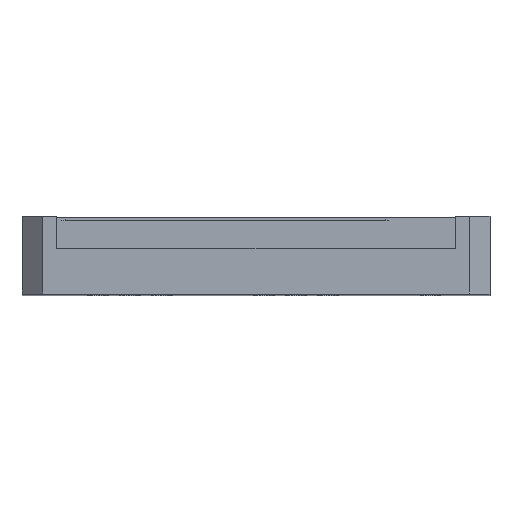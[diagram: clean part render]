
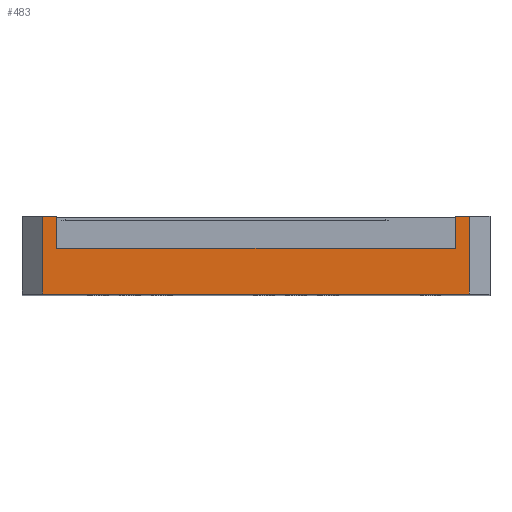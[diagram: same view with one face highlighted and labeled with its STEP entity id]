
A CAD part, top view. The second image highlights one B-rep face of the part: STEP entity #483.
In plain terms, the highlighted planar face has unit normal (0, 0, 1).
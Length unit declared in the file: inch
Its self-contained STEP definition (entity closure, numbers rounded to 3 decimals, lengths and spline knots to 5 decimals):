
#42 = EDGE_CURVE ( 'NONE', #4741, #602, #2929, .T. ) ;
#63 = CARTESIAN_POINT ( 'NONE',  ( 2.0853, 0.938, 22.1949 ) ) ;
#85 = VECTOR ( 'NONE', #1245, 39.37008 ) ;
#193 = CARTESIAN_POINT ( 'NONE',  ( 2.5053, 0.55, 22.1949 ) ) ;
#266 = ORIENTED_EDGE ( 'NONE', *, *, #5515, .F. ) ;
#439 = ORIENTED_EDGE ( 'NONE', *, *, #1833, .T. ) ;
#450 = ORIENTED_EDGE ( 'NONE', *, *, #3265, .T. ) ;
#465 = DIRECTION ( 'NONE',  ( 1., 0., 0. ) ) ;
#483 = ADVANCED_FACE ( 'NONE', ( #1910 ), #4215, .F. ) ;
#601 = AXIS2_PLACEMENT_3D ( 'NONE', #1477, #916, #4644 ) ;
#602 = VERTEX_POINT ( 'NONE', #3398 ) ;
#697 = CARTESIAN_POINT ( 'NONE',  ( 2.5053, -4.26204, 22.1949 ) ) ;
#723 = DIRECTION ( 'NONE',  ( 0., 1., 0. ) ) ;
#754 = LINE ( 'NONE', #2087, #4096 ) ;
#759 = VERTEX_POINT ( 'NONE', #2047 ) ;
#792 = VECTOR ( 'NONE', #2678, 39.37008 ) ;
#916 = DIRECTION ( 'NONE',  ( 0., 0., -1. ) ) ;
#937 = CARTESIAN_POINT ( 'NONE',  ( 7.4653, 0., 22.1949 ) ) ;
#944 = ORIENTED_EDGE ( 'NONE', *, *, #4446, .T. ) ;
#1140 = VECTOR ( 'NONE', #465, 39.37008 ) ;
#1204 = VECTOR ( 'NONE', #2378, 39.37008 ) ;
#1245 = DIRECTION ( 'NONE',  ( 0., 1., 0. ) ) ;
#1462 = CARTESIAN_POINT ( 'NONE',  ( 2.3353, 0., 22.1949 ) ) ;
#1477 = CARTESIAN_POINT ( 'NONE',  ( 2.0853, 0.938, 22.1949 ) ) ;
#1638 = ORIENTED_EDGE ( 'NONE', *, *, #42, .F. ) ;
#1833 = EDGE_CURVE ( 'NONE', #2850, #2671, #4838, .T. ) ;
#1863 = ORIENTED_EDGE ( 'NONE', *, *, #5159, .F. ) ;
#1910 = FACE_OUTER_BOUND ( 'NONE', #2278, .T. ) ;
#1959 = EDGE_CURVE ( 'NONE', #5928, #759, #5897, .T. ) ;
#2047 = CARTESIAN_POINT ( 'NONE',  ( 2.5053, 0.938, 22.1949 ) ) ;
#2087 = CARTESIAN_POINT ( 'NONE',  ( 7.4653, 0.938, 22.1949 ) ) ;
#2153 = CARTESIAN_POINT ( 'NONE',  ( 7.2953, -4.26204, 22.1949 ) ) ;
#2189 = VECTOR ( 'NONE', #5328, 39.37008 ) ;
#2278 = EDGE_LOOP ( 'NONE', ( #439, #944, #1638, #266, #5335, #2995, #1863, #450 ) ) ;
#2319 = CARTESIAN_POINT ( 'NONE',  ( 2.0853, 0.938, 22.1949 ) ) ;
#2378 = DIRECTION ( 'NONE',  ( 1., 0., 0. ) ) ;
#2546 = LINE ( 'NONE', #193, #792 ) ;
#2671 = VERTEX_POINT ( 'NONE', #937 ) ;
#2678 = DIRECTION ( 'NONE',  ( 1., 0., 0. ) ) ;
#2850 = VERTEX_POINT ( 'NONE', #1462 ) ;
#2907 = EDGE_CURVE ( 'NONE', #5928, #6005, #2546, .T. ) ;
#2929 = LINE ( 'NONE', #2319, #1140 ) ;
#2995 = ORIENTED_EDGE ( 'NONE', *, *, #1959, .T. ) ;
#3265 = EDGE_CURVE ( 'NONE', #5331, #2850, #3828, .T. ) ;
#3398 = CARTESIAN_POINT ( 'NONE',  ( 7.4653, 0.938, 22.1949 ) ) ;
#3414 = CARTESIAN_POINT ( 'NONE',  ( 2.0853, 0., 22.1949 ) ) ;
#3828 = LINE ( 'NONE', #5795, #2189 ) ;
#3971 = CARTESIAN_POINT ( 'NONE',  ( 2.3353, 0.938, 22.1949 ) ) ;
#4031 = LINE ( 'NONE', #2153, #5294 ) ;
#4096 = VECTOR ( 'NONE', #723, 39.37008 ) ;
#4215 = PLANE ( 'NONE',  #601 ) ;
#4446 = EDGE_CURVE ( 'NONE', #2671, #602, #754, .T. ) ;
#4519 = CARTESIAN_POINT ( 'NONE',  ( 2.5053, 0.55, 22.1949 ) ) ;
#4540 = VECTOR ( 'NONE', #5866, 39.37008 ) ;
#4644 = DIRECTION ( 'NONE',  ( -1., 0., 0. ) ) ;
#4724 = CARTESIAN_POINT ( 'NONE',  ( 7.2953, 0.938, 22.1949 ) ) ;
#4731 = CARTESIAN_POINT ( 'NONE',  ( 7.2953, 0.55, 22.1949 ) ) ;
#4741 = VERTEX_POINT ( 'NONE', #4724 ) ;
#4748 = LINE ( 'NONE', #63, #1204 ) ;
#4838 = LINE ( 'NONE', #3414, #4540 ) ;
#5159 = EDGE_CURVE ( 'NONE', #5331, #759, #4748, .T. ) ;
#5294 = VECTOR ( 'NONE', #6016, 39.37008 ) ;
#5328 = DIRECTION ( 'NONE',  ( 0., -1., 0. ) ) ;
#5331 = VERTEX_POINT ( 'NONE', #3971 ) ;
#5335 = ORIENTED_EDGE ( 'NONE', *, *, #2907, .F. ) ;
#5515 = EDGE_CURVE ( 'NONE', #6005, #4741, #4031, .T. ) ;
#5795 = CARTESIAN_POINT ( 'NONE',  ( 2.3353, 0.938, 22.1949 ) ) ;
#5866 = DIRECTION ( 'NONE',  ( 1., 0., 0. ) ) ;
#5897 = LINE ( 'NONE', #697, #85 ) ;
#5928 = VERTEX_POINT ( 'NONE', #4519 ) ;
#6005 = VERTEX_POINT ( 'NONE', #4731 ) ;
#6016 = DIRECTION ( 'NONE',  ( 0., 1., 0. ) ) ;
